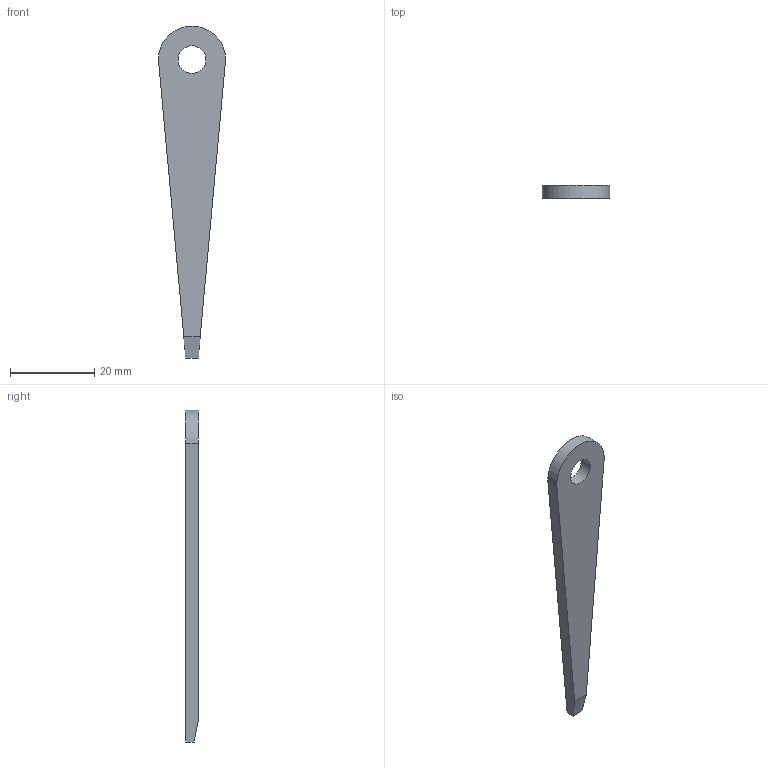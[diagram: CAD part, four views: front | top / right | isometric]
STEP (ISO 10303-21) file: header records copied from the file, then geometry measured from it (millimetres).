
FILE_DESCRIPTION (( 'STEP AP203' ), '1' );
FILE_NAME ('322CC11-¿ö°w.STEP', '2023-10-02T05:28:33', ( '' ), ( '' ), 'SwSTEP 2.0', 'SolidWorks 2018', '' );
FILE_SCHEMA (( 'CONFIG_CONTROL_DESIGN' ));
Length unit declared in the file: millimetre
Products named in the file (1): 322CC11-錶針
Bounding box: 16 x 3 x 79 mm (x, y, z)
Volume: 2214.2 mm3; surface area: 2048.3 mm2
Topology: 1 solids, 1 shells, 8 faces, 18 edges, 12 vertices
Faces by surface type: plane 6, cylinder 2
Full cylindrical faces by diameter (mm): 6.6 x1
Entity records: 302 total; most frequent: DIRECTION 39, CARTESIAN_POINT 38, ORIENTED_EDGE 34, EDGE_CURVE 17, AXIS2_PLACEMENT_3D 13, VECTOR 13, LINE 13, VERTEX_POINT 12
